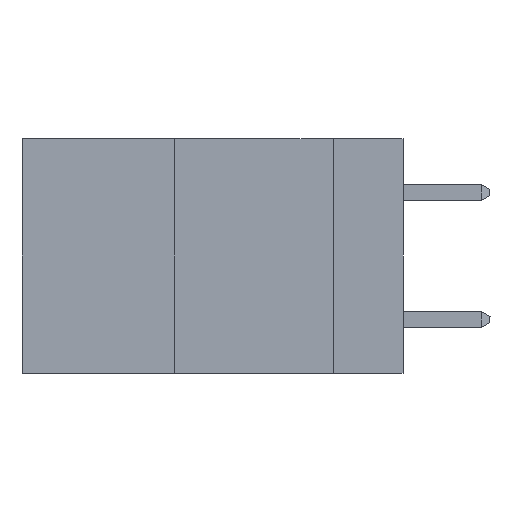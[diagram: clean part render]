
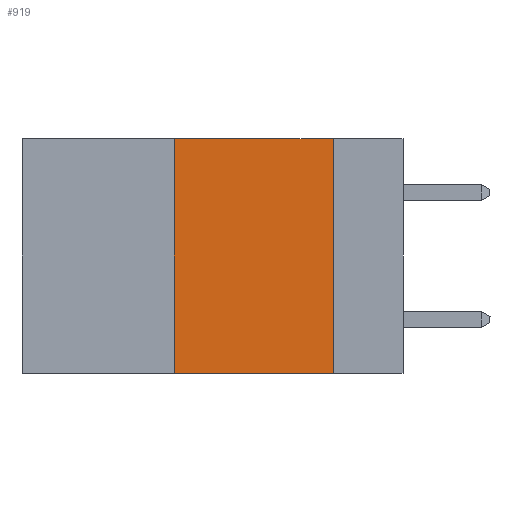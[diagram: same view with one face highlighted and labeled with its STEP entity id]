
A CAD part, left-side view. The second image highlights one B-rep face of the part: STEP entity #919.
In plain terms, the highlighted planar face has unit normal (-1, 0, 0).
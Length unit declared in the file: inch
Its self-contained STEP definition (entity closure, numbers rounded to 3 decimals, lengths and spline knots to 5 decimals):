
#97 = EDGE_CURVE ( 'NONE', #8258, #8126, #11895, .T. ) ;
#110 = VECTOR ( 'NONE', #8988, 39.37008 ) ;
#699 = ORIENTED_EDGE ( 'NONE', *, *, #1305, .F. ) ;
#713 = CARTESIAN_POINT ( 'NONE',  ( 0., 0.6, 0. ) ) ;
#827 = VECTOR ( 'NONE', #13381, 39.37008 ) ;
#844 = VERTEX_POINT ( 'NONE', #8476 ) ;
#919 = ADVANCED_FACE ( 'NONE', ( #2522 ), #8825, .F. ) ;
#1305 = EDGE_CURVE ( 'NONE', #844, #8258, #8521, .T. ) ;
#1370 = VECTOR ( 'NONE', #4904, 39.37008 ) ;
#2522 = FACE_OUTER_BOUND ( 'NONE', #5679, .T. ) ;
#3679 = CARTESIAN_POINT ( 'NONE',  ( 0., 0.6, 0. ) ) ;
#3875 = AXIS2_PLACEMENT_3D ( 'NONE', #3679, #11927, #6507 ) ;
#4167 = CARTESIAN_POINT ( 'NONE',  ( 0., 0.36, 0. ) ) ;
#4753 = VERTEX_POINT ( 'NONE', #6492 ) ;
#4890 = ORIENTED_EDGE ( 'NONE', *, *, #10399, .T. ) ;
#4904 = DIRECTION ( 'NONE',  ( 0., -1., 0. ) ) ;
#5679 = EDGE_LOOP ( 'NONE', ( #11051, #10804, #699, #4890 ) ) ;
#6206 = CARTESIAN_POINT ( 'NONE',  ( 0., 0.36, 0. ) ) ;
#6386 = VECTOR ( 'NONE', #10316, 39.37008 ) ;
#6492 = CARTESIAN_POINT ( 'NONE',  ( 0., 0.11, -0.37 ) ) ;
#6507 = DIRECTION ( 'NONE',  ( 0., 0., -1. ) ) ;
#6906 = LINE ( 'NONE', #12126, #1370 ) ;
#8126 = VERTEX_POINT ( 'NONE', #9935 ) ;
#8258 = VERTEX_POINT ( 'NONE', #4167 ) ;
#8476 = CARTESIAN_POINT ( 'NONE',  ( 0., 0.36, -0.37 ) ) ;
#8521 = LINE ( 'NONE', #6206, #827 ) ;
#8825 = PLANE ( 'NONE',  #3875 ) ;
#8988 = DIRECTION ( 'NONE',  ( 0., -1., 0. ) ) ;
#9309 = CARTESIAN_POINT ( 'NONE',  ( 0., 0.11, 0. ) ) ;
#9596 = EDGE_CURVE ( 'NONE', #8126, #4753, #11406, .T. ) ;
#9935 = CARTESIAN_POINT ( 'NONE',  ( 0., 0.11, 0. ) ) ;
#10316 = DIRECTION ( 'NONE',  ( 0., 0., -1. ) ) ;
#10399 = EDGE_CURVE ( 'NONE', #844, #4753, #6906, .T. ) ;
#10804 = ORIENTED_EDGE ( 'NONE', *, *, #97, .F. ) ;
#11051 = ORIENTED_EDGE ( 'NONE', *, *, #9596, .F. ) ;
#11406 = LINE ( 'NONE', #9309, #6386 ) ;
#11895 = LINE ( 'NONE', #713, #110 ) ;
#11927 = DIRECTION ( 'NONE',  ( 1., 0., 0. ) ) ;
#12126 = CARTESIAN_POINT ( 'NONE',  ( 0., 0.6, -0.37 ) ) ;
#13381 = DIRECTION ( 'NONE',  ( 0., 0., 1. ) ) ;
